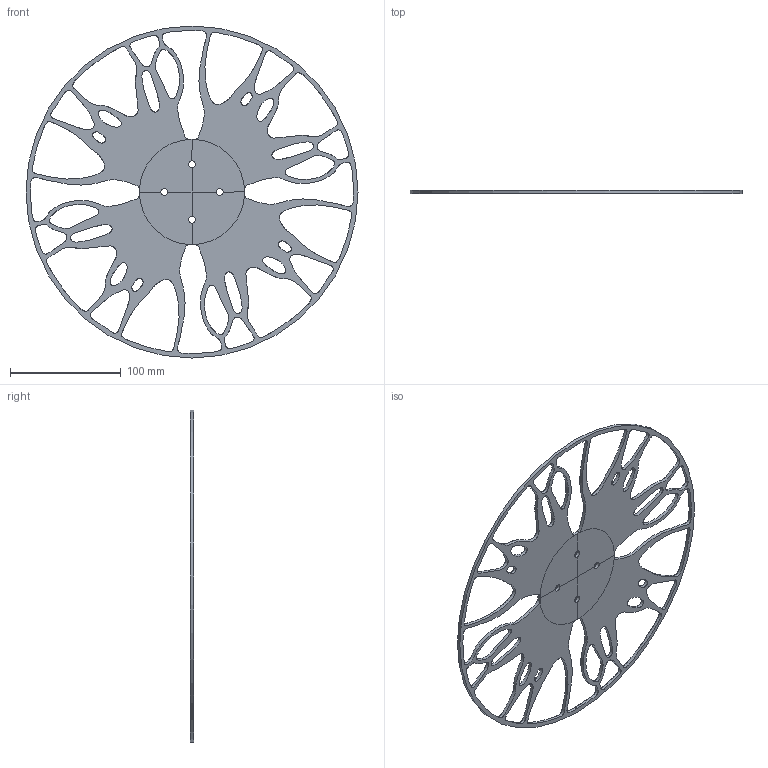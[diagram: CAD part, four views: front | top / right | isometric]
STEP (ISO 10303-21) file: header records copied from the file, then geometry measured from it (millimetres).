
FILE_DESCRIPTION(/* description */ (''),/* implementation_level */ '2;1');
FILE_NAME(/* name */ 'TopologyPlate_Distributed_Conservative.step',/* time_stamp */ '2025-11-14T10:57:02-05:00',/* author */ (''),/* organization */ (''),/* preprocessor_version */ 'ST-DEVELOPER v20.1',/* originating_system */ 'Autodesk Translation Framework v14.21.0.0',/* authorisation */ '');
FILE_SCHEMA (('AUTOMOTIVE_DESIGN { 1 0 10303 214 3 1 1 }'));
Length unit declared in the file: centimetre
Products named in the file (1): TopologyPlate_Distributed_Conservative
Bounding box: 300 x 3 x 300 mm (x, y, z)
Volume: 91065.5 mm3; surface area: 82945.5 mm2
Topology: 1 solids, 1 shells, 79 faces, 242 edges, 154 vertices
Faces by surface type: bspline 48, cylinder 21, plane 10
Full cylindrical faces by diameter (mm): 6.2 x4, 300 x1
Entity records: 5957 total; most frequent: CARTESIAN_POINT 3884, ORIENTED_EDGE 484, DIRECTION 275, EDGE_CURVE 242, VERTEX_POINT 154, EDGE_LOOP 148, AXIS2_PLACEMENT_3D 97, B_SPLINE_CURVE_WITH_KNOTS 96
